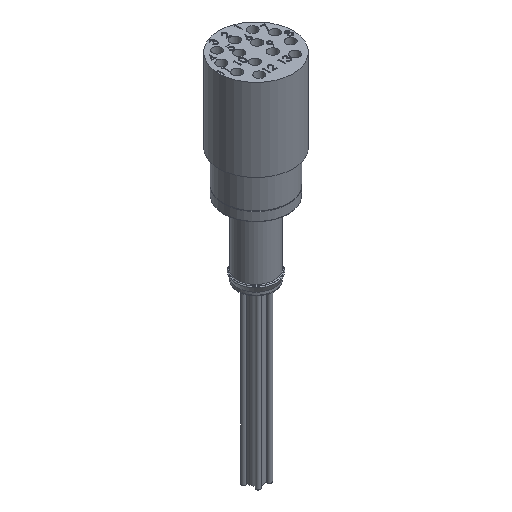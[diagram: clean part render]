
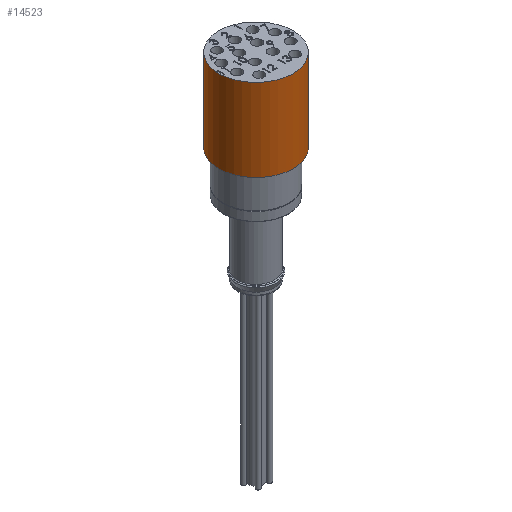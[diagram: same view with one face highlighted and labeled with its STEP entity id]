
A CAD part, isometric view. The second image highlights one B-rep face of the part: STEP entity #14523.
In plain terms, the highlighted cylindrical face has radius 12.675 mm (diameter 25.349 mm), a full revolution.
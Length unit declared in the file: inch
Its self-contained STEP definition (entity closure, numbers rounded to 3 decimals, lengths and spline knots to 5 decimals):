
#2545=CYLINDRICAL_SURFACE($,#15794,0.499);
#2995=FACE_BOUND($,#4700,.T.);
#3515=FACE_OUTER_BOUND($,#4699,.T.);
#4699=EDGE_LOOP($,(#10547));
#4700=EDGE_LOOP($,(#10548));
#6155=CIRCLE($,#15795,0.499);
#6156=CIRCLE($,#15796,0.499);
#6973=VERTEX_POINT($,#22355);
#6974=VERTEX_POINT($,#22357);
#8457=EDGE_CURVE($,#6973,#6973,#6155,.T.);
#8458=EDGE_CURVE($,#6974,#6974,#6156,.T.);
#10547=ORIENTED_EDGE($,*,*,#8457,.F.);
#10548=ORIENTED_EDGE($,*,*,#8458,.T.);
#14523=ADVANCED_FACE($,(#3515,#2995),#2545,.T.);
#15794=AXIS2_PLACEMENT_3D($,#22354,#17955,#17956);
#15795=AXIS2_PLACEMENT_3D($,#22356,#17957,#17958);
#15796=AXIS2_PLACEMENT_3D($,#22358,#17959,#17960);
#17955=DIRECTION('center_axis',(0.,0.,-1.));
#17956=DIRECTION('ref_axis',(-1.,0.,0.));
#17957=DIRECTION('center_axis',(0.,0.,1.));
#17958=DIRECTION('ref_axis',(1.,0.,0.));
#17959=DIRECTION('center_axis',(0.,0.,1.));
#17960=DIRECTION('ref_axis',(1.,0.,0.));
#22354=CARTESIAN_POINT('Origin',(0.,0.,1.046));
#22355=CARTESIAN_POINT('',(-0.499,0.,1.046));
#22356=CARTESIAN_POINT('Origin',(0.,0.,1.046));
#22357=CARTESIAN_POINT('',(-0.499,0.,-0.063));
#22358=CARTESIAN_POINT('Origin',(0.,0.,-0.063));
